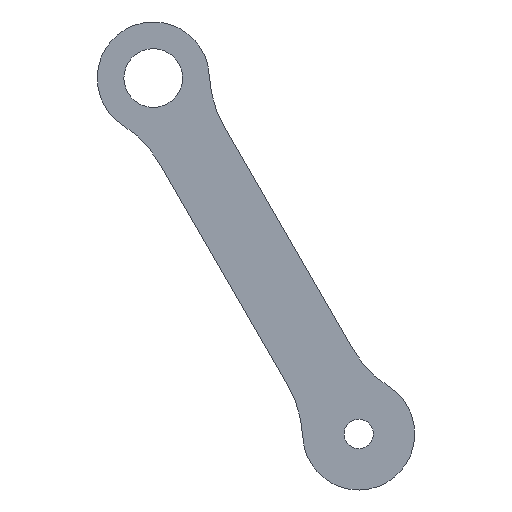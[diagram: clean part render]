
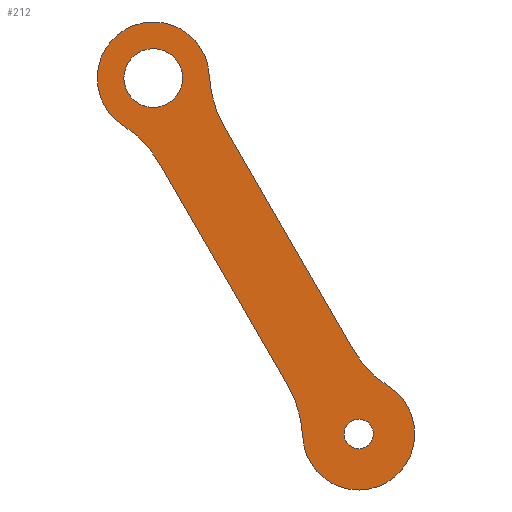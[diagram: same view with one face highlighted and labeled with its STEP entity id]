
A CAD part, left-side view. The second image highlights one B-rep face of the part: STEP entity #212.
In plain terms, the highlighted planar face has unit normal (-1, 0, 0).
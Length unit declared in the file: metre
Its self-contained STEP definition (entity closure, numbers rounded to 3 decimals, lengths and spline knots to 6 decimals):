
#28=CIRCLE('',#238,0.024245);
#29=CIRCLE('',#239,0.012123);
#30=CIRCLE('',#240,0.024245);
#31=CIRCLE('',#241,0.024245);
#32=CIRCLE('',#242,0.012123);
#33=CIRCLE('',#243,0.024245);
#34=CIRCLE('',#244,0.003175);
#35=CIRCLE('',#245,0.00635);
#44=ORIENTED_EDGE('',*,*,#100,.T.);
#45=ORIENTED_EDGE('',*,*,#101,.F.);
#46=ORIENTED_EDGE('',*,*,#102,.F.);
#47=ORIENTED_EDGE('',*,*,#103,.F.);
#48=ORIENTED_EDGE('',*,*,#104,.F.);
#49=ORIENTED_EDGE('',*,*,#105,.F.);
#50=ORIENTED_EDGE('',*,*,#106,.F.);
#51=ORIENTED_EDGE('',*,*,#107,.F.);
#52=ORIENTED_EDGE('',*,*,#108,.T.);
#53=ORIENTED_EDGE('',*,*,#109,.T.);
#100=EDGE_CURVE('',#128,#129,#148,.T.);
#101=EDGE_CURVE('',#130,#129,#28,.F.);
#102=EDGE_CURVE('',#131,#130,#29,.T.);
#103=EDGE_CURVE('',#132,#131,#30,.F.);
#104=EDGE_CURVE('',#133,#132,#149,.T.);
#105=EDGE_CURVE('',#134,#133,#31,.F.);
#106=EDGE_CURVE('',#135,#134,#32,.T.);
#107=EDGE_CURVE('',#128,#135,#33,.F.);
#108=EDGE_CURVE('',#136,#136,#34,.T.);
#109=EDGE_CURVE('',#137,#137,#35,.T.);
#128=VERTEX_POINT('',#338);
#129=VERTEX_POINT('',#339);
#130=VERTEX_POINT('',#341);
#131=VERTEX_POINT('',#343);
#132=VERTEX_POINT('',#345);
#133=VERTEX_POINT('',#347);
#134=VERTEX_POINT('',#349);
#135=VERTEX_POINT('',#351);
#136=VERTEX_POINT('',#354);
#137=VERTEX_POINT('',#356);
#148=LINE('',#337,#160);
#149=LINE('',#346,#161);
#160=VECTOR('',#269,1.);
#161=VECTOR('',#276,1.);
#172=EDGE_LOOP('',(#44,#45,#46,#47,#48,#49,#50,#51));
#173=EDGE_LOOP('',(#52));
#174=EDGE_LOOP('',(#53));
#190=FACE_BOUND('',#172,.T.);
#191=FACE_BOUND('',#173,.T.);
#192=FACE_BOUND('',#174,.T.);
#208=PLANE('',#237);
#212=ADVANCED_FACE('',(#190,#191,#192),#208,.T.);
#237=AXIS2_PLACEMENT_3D('',#336,#267,#268);
#238=AXIS2_PLACEMENT_3D('',#340,#270,#271);
#239=AXIS2_PLACEMENT_3D('',#342,#272,#273);
#240=AXIS2_PLACEMENT_3D('',#344,#274,#275);
#241=AXIS2_PLACEMENT_3D('',#348,#277,#278);
#242=AXIS2_PLACEMENT_3D('',#350,#279,#280);
#243=AXIS2_PLACEMENT_3D('',#352,#281,#282);
#244=AXIS2_PLACEMENT_3D('',#353,#283,#284);
#245=AXIS2_PLACEMENT_3D('',#355,#285,#286);
#267=DIRECTION('',(-1.,0.,0.));
#268=DIRECTION('',(0.,1.,0.));
#269=DIRECTION('',(0.,0.5,0.866));
#270=DIRECTION('',(1.,0.,0.));
#271=DIRECTION('',(0.,0.,-1.));
#272=DIRECTION('',(1.,0.,0.));
#273=DIRECTION('',(0.,0.,-1.));
#274=DIRECTION('',(1.,0.,0.));
#275=DIRECTION('',(0.,0.,-1.));
#276=DIRECTION('',(0.,0.5,0.866));
#277=DIRECTION('',(1.,0.,0.));
#278=DIRECTION('',(0.,0.,-1.));
#279=DIRECTION('',(1.,0.,0.));
#280=DIRECTION('',(0.,0.,-1.));
#281=DIRECTION('',(1.,0.,0.));
#282=DIRECTION('',(0.,0.,-1.));
#283=DIRECTION('',(1.,0.,0.));
#284=DIRECTION('',(0.,0.,-1.));
#285=DIRECTION('',(1.,0.,0.));
#286=DIRECTION('',(0.,1.,0.));
#336=CARTESIAN_POINT('',(-0.418667,-0.413336,0.065683));
#337=CARTESIAN_POINT('',(-0.418667,-0.420335,0.039879));
#338=CARTESIAN_POINT('',(-0.418667,-0.43423,0.015813));
#339=CARTESIAN_POINT('',(-0.418667,-0.406441,0.063945));
#340=CARTESIAN_POINT('',(-0.418667,-0.427438,0.076068));
#341=CARTESIAN_POINT('',(-0.418667,-0.40322,0.074911));
#342=CARTESIAN_POINT('',(-0.418667,-0.391111,0.074333));
#343=CARTESIAN_POINT('',(-0.418667,-0.384556,0.064135));
#344=CARTESIAN_POINT('',(-0.418667,-0.371445,0.04374));
#345=CARTESIAN_POINT('',(-0.418667,-0.392443,0.055863));
#346=CARTESIAN_POINT('',(-0.418667,-0.406337,0.031797));
#347=CARTESIAN_POINT('',(-0.418667,-0.420232,0.007731));
#348=CARTESIAN_POINT('',(-0.418667,-0.399234,-0.004391));
#349=CARTESIAN_POINT('',(-0.418667,-0.423452,-0.003235));
#350=CARTESIAN_POINT('',(-0.418667,-0.435561,-0.002657));
#351=CARTESIAN_POINT('',(-0.418667,-0.442116,0.007541));
#352=CARTESIAN_POINT('',(-0.418667,-0.455227,0.027936));
#353=CARTESIAN_POINT('',(-0.418667,-0.435561,-0.002657));
#354=CARTESIAN_POINT('',(-0.418667,-0.435561,-0.005832));
#355=CARTESIAN_POINT('',(-0.418667,-0.391111,0.074333));
#356=CARTESIAN_POINT('',(-0.418667,-0.384761,0.074333));
